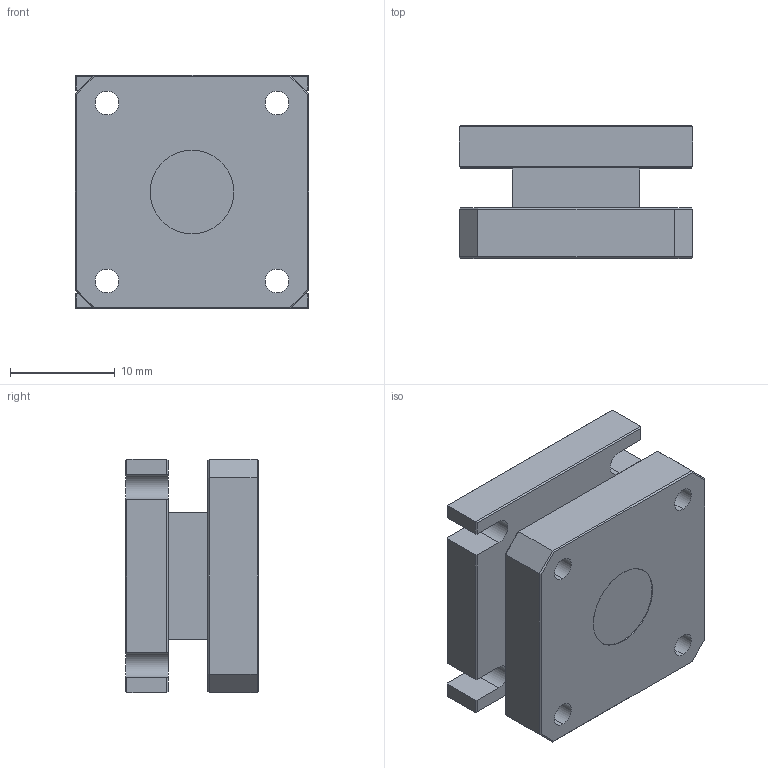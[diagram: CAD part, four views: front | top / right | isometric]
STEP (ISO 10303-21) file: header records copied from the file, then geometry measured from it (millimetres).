
FILE_DESCRIPTION (( 'STEP AP203' ), '1' );
FILE_NAME ('SWT-340315-SA-C-QC.STEP', '2018-11-20T22:16:21', ( '' ), ( '' ), 'SwSTEP 2.0', 'SolidWorks 2016', '' );
FILE_SCHEMA (( 'CONFIG_CONTROL_DESIGN' ));
Length unit declared in the file: inch
Products named in the file (1): SWT-340315-SA-C-QC
Bounding box: 22.35 x 12.7 x 22.35 mm (x, y, z)
Volume: 4730.3 mm3; surface area: 2776.8 mm2
Topology: 1 solids, 1 shells, 88 faces, 222 edges, 140 vertices
Faces by surface type: plane 70, cylinder 18
Entity records: 2685 total; most frequent: CARTESIAN_POINT 451, ORIENTED_EDGE 444, DIRECTION 436, EDGE_CURVE 222, LINE 186, VECTOR 186, VERTEX_POINT 140, AXIS2_PLACEMENT_3D 125
